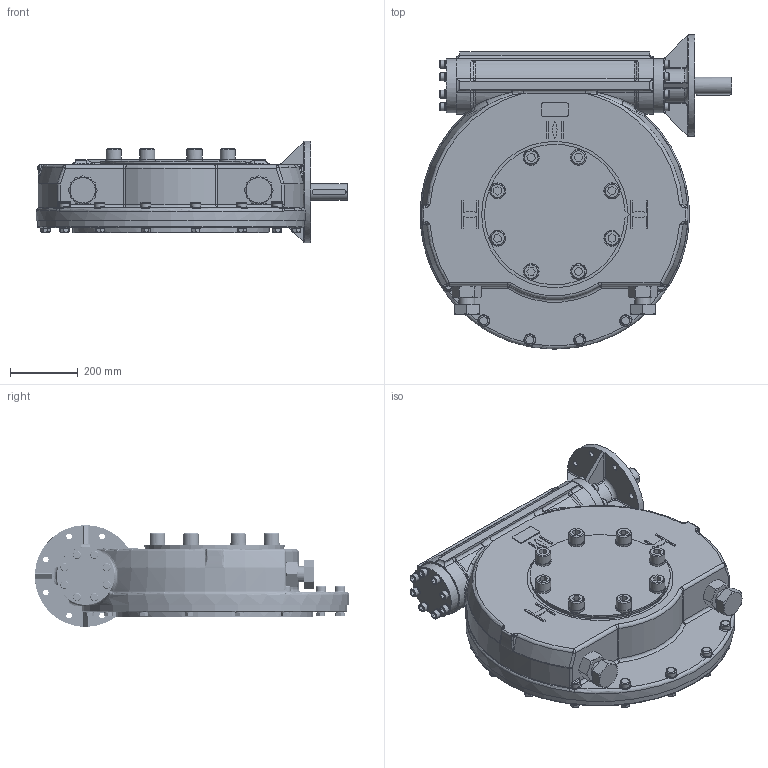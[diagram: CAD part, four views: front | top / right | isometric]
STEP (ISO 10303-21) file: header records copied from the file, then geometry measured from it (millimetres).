
FILE_DESCRIPTION(/* description */ ('Unknown'),/* implementation_level */ '2;1');
FILE_NAME(/* name */ 'PUB-IW116-MK2-N_SOLID_0-0',/* time_stamp */ '2025-06-27T15:39:19+01:00',/* author */ ('Unknown'),/* organization */ ('Unknown'),/* preprocessor_version */ 'ST-DEVELOPER v19.4',/* originating_system */ 'Solid Edge',/* authorisation */ 'Unknown');
FILE_SCHEMA (('AUTOMOTIVE_DESIGN {1 0 10303 214 3 1 1}'));
Products named in the file (1): PUB-IW116-MK2-N_SOLID_0-0
Bounding box: 920.37 x 928.47 x 299.97 mm (x, y, z)
Volume: 369782.7 mm3; surface area: 4922241.8 mm2
Topology: 73 solids, 74 shells, 5924 faces, 16087 edges, 10231 vertices
Faces by surface type: plane 4382, cylinder 468, bspline 356, torus 330, cone 252, sphere 136
Full cylindrical faces by diameter (mm): 8 x1, 14 x1, 16 x2, 16.5 x8, 24 x25, 25.4 x64, 30 x4, 31.67 x8, 45 x8, 47 x8, 48 x4, 50 x2, 50.4 x2, 54.7 x1, 55.11 x1, 60 x1, 63.83 x6, 73.5 x6, 80 x4, 84.4 x6, 94.07 x6, 104.55 x1, 104.555 x1, 105.3 x2, 110 x12, 110.02 x2, 160 x2, 170 x1, 200.1 x1, 300 x1
Entity records: 207919 total; most frequent: CARTESIAN_POINT 71198, ORIENTED_EDGE 30494, DIRECTION 25279, EDGE_CURVE 15247, VERTEX_POINT 9999, LINE 9553, VECTOR 9553, AXIS2_PLACEMENT_3D 7863
